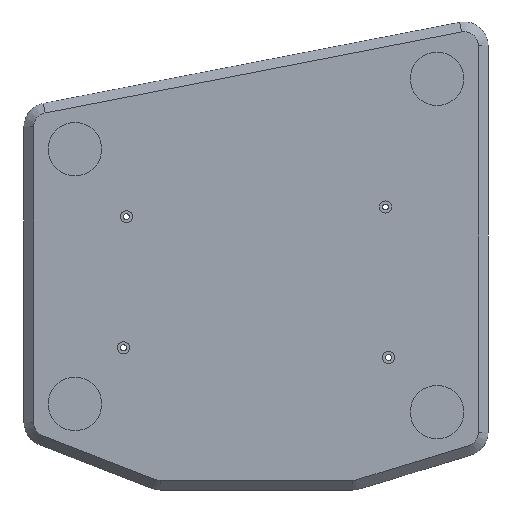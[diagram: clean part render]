
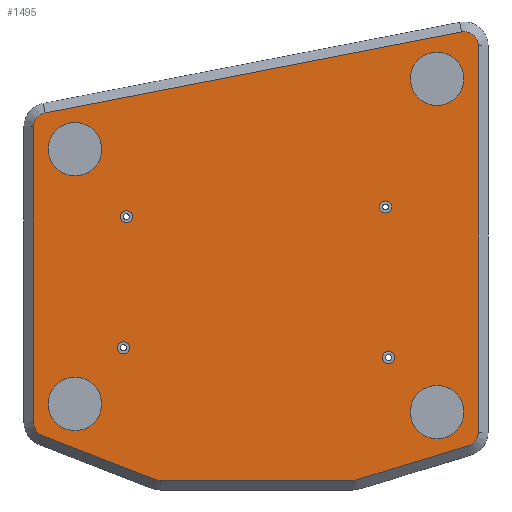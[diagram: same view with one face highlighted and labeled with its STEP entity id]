
A CAD part, front view. The second image highlights one B-rep face of the part: STEP entity #1495.
In plain terms, the highlighted planar face has unit normal (0, -1, 0).
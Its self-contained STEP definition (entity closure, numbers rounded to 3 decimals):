
#131=LINE('',#2478,#267);
#135=LINE('',#2492,#271);
#138=LINE('',#2500,#274);
#141=LINE('',#2508,#277);
#144=LINE('',#2516,#280);
#147=LINE('',#2524,#283);
#267=VECTOR('',#2014,10.);
#271=VECTOR('',#2034,10.);
#274=VECTOR('',#2043,10.);
#277=VECTOR('',#2052,10.);
#280=VECTOR('',#2061,10.);
#283=VECTOR('',#2070,10.);
#333=FACE_BOUND('',#516,.T.);
#334=FACE_BOUND('',#517,.T.);
#335=FACE_BOUND('',#518,.T.);
#336=FACE_BOUND('',#519,.T.);
#337=FACE_BOUND('',#520,.T.);
#338=FACE_BOUND('',#521,.T.);
#339=FACE_BOUND('',#522,.T.);
#340=FACE_BOUND('',#523,.T.);
#419=FACE_OUTER_BOUND('',#515,.T.);
#515=EDGE_LOOP('',(#1319,#1320,#1321,#1322,#1323,#1324,#1325,#1326,#1327,
#1328,#1329,#1330));
#516=EDGE_LOOP('',(#1331));
#517=EDGE_LOOP('',(#1332));
#518=EDGE_LOOP('',(#1333));
#519=EDGE_LOOP('',(#1334));
#520=EDGE_LOOP('',(#1335));
#521=EDGE_LOOP('',(#1336));
#522=EDGE_LOOP('',(#1337));
#523=EDGE_LOOP('',(#1338));
#543=CIRCLE('',#1536,1.25);
#547=CIRCLE('',#1543,1.25);
#551=CIRCLE('',#1550,1.25);
#555=CIRCLE('',#1557,1.25);
#595=CIRCLE('',#1643,2.9);
#596=CIRCLE('',#1646,2.9);
#597=CIRCLE('',#1649,2.9);
#598=CIRCLE('',#1652,2.9);
#599=CIRCLE('',#1655,2.9);
#604=CIRCLE('',#1670,2.9);
#605=CIRCLE('',#1671,5.5);
#606=CIRCLE('',#1672,5.5);
#607=CIRCLE('',#1673,5.5);
#608=CIRCLE('',#1674,5.5);
#615=VERTEX_POINT('',#2157);
#619=VERTEX_POINT('',#2170);
#623=VERTEX_POINT('',#2183);
#627=VERTEX_POINT('',#2196);
#723=VERTEX_POINT('',#2475);
#724=VERTEX_POINT('',#2477);
#725=VERTEX_POINT('',#2486);
#726=VERTEX_POINT('',#2490);
#727=VERTEX_POINT('',#2494);
#728=VERTEX_POINT('',#2498);
#729=VERTEX_POINT('',#2502);
#730=VERTEX_POINT('',#2506);
#731=VERTEX_POINT('',#2510);
#732=VERTEX_POINT('',#2514);
#733=VERTEX_POINT('',#2518);
#734=VERTEX_POINT('',#2522);
#739=VERTEX_POINT('',#2548);
#740=VERTEX_POINT('',#2550);
#741=VERTEX_POINT('',#2552);
#742=VERTEX_POINT('',#2554);
#749=EDGE_CURVE('',#615,#615,#543,.T.);
#755=EDGE_CURVE('',#619,#619,#547,.T.);
#761=EDGE_CURVE('',#623,#623,#551,.T.);
#767=EDGE_CURVE('',#627,#627,#555,.T.);
#908=EDGE_CURVE('',#723,#724,#131,.T.);
#914=EDGE_CURVE('',#725,#723,#595,.T.);
#916=EDGE_CURVE('',#726,#725,#135,.T.);
#918=EDGE_CURVE('',#727,#726,#596,.T.);
#920=EDGE_CURVE('',#728,#727,#138,.T.);
#922=EDGE_CURVE('',#729,#728,#597,.T.);
#924=EDGE_CURVE('',#730,#729,#141,.T.);
#926=EDGE_CURVE('',#731,#730,#598,.T.);
#928=EDGE_CURVE('',#732,#731,#144,.T.);
#930=EDGE_CURVE('',#733,#732,#599,.T.);
#932=EDGE_CURVE('',#734,#733,#147,.T.);
#942=EDGE_CURVE('',#724,#734,#604,.T.);
#943=EDGE_CURVE('',#739,#739,#605,.T.);
#944=EDGE_CURVE('',#740,#740,#606,.T.);
#945=EDGE_CURVE('',#741,#741,#607,.T.);
#946=EDGE_CURVE('',#742,#742,#608,.T.);
#1319=ORIENTED_EDGE('',*,*,#922,.F.);
#1320=ORIENTED_EDGE('',*,*,#924,.F.);
#1321=ORIENTED_EDGE('',*,*,#926,.F.);
#1322=ORIENTED_EDGE('',*,*,#928,.F.);
#1323=ORIENTED_EDGE('',*,*,#930,.F.);
#1324=ORIENTED_EDGE('',*,*,#932,.F.);
#1325=ORIENTED_EDGE('',*,*,#942,.F.);
#1326=ORIENTED_EDGE('',*,*,#908,.F.);
#1327=ORIENTED_EDGE('',*,*,#914,.F.);
#1328=ORIENTED_EDGE('',*,*,#916,.F.);
#1329=ORIENTED_EDGE('',*,*,#918,.F.);
#1330=ORIENTED_EDGE('',*,*,#920,.F.);
#1331=ORIENTED_EDGE('',*,*,#749,.T.);
#1332=ORIENTED_EDGE('',*,*,#755,.T.);
#1333=ORIENTED_EDGE('',*,*,#761,.T.);
#1334=ORIENTED_EDGE('',*,*,#767,.T.);
#1335=ORIENTED_EDGE('',*,*,#943,.T.);
#1336=ORIENTED_EDGE('',*,*,#944,.T.);
#1337=ORIENTED_EDGE('',*,*,#945,.T.);
#1338=ORIENTED_EDGE('',*,*,#946,.T.);
#1412=PLANE('',#1669);
#1495=ADVANCED_FACE('',(#419,#333,#334,#335,#336,#337,#338,#339,#340),#1412,
 .F.);
#1536=AXIS2_PLACEMENT_3D('',#2158,#1702,#1703);
#1543=AXIS2_PLACEMENT_3D('',#2171,#1718,#1719);
#1550=AXIS2_PLACEMENT_3D('',#2184,#1734,#1735);
#1557=AXIS2_PLACEMENT_3D('',#2197,#1750,#1751);
#1643=AXIS2_PLACEMENT_3D('',#2488,#2029,#2030);
#1646=AXIS2_PLACEMENT_3D('',#2496,#2038,#2039);
#1649=AXIS2_PLACEMENT_3D('',#2504,#2047,#2048);
#1652=AXIS2_PLACEMENT_3D('',#2512,#2056,#2057);
#1655=AXIS2_PLACEMENT_3D('',#2520,#2065,#2066);
#1669=AXIS2_PLACEMENT_3D('',#2546,#2100,#2101);
#1670=AXIS2_PLACEMENT_3D('',#2547,#2102,#2103);
#1671=AXIS2_PLACEMENT_3D('',#2549,#2104,#2105);
#1672=AXIS2_PLACEMENT_3D('',#2551,#2106,#2107);
#1673=AXIS2_PLACEMENT_3D('',#2553,#2108,#2109);
#1674=AXIS2_PLACEMENT_3D('',#2555,#2110,#2111);
#1702=DIRECTION('center_axis',(0.,1.,0.));
#1703=DIRECTION('ref_axis',(1.,0.,0.));
#1718=DIRECTION('center_axis',(0.,1.,0.));
#1719=DIRECTION('ref_axis',(1.,0.,0.));
#1734=DIRECTION('center_axis',(0.,1.,0.));
#1735=DIRECTION('ref_axis',(1.,0.,0.));
#1750=DIRECTION('center_axis',(0.,1.,0.));
#1751=DIRECTION('ref_axis',(1.,0.,0.));
#2014=DIRECTION('',(-0.957,0.,-0.292));
#2029=DIRECTION('center_axis',(0.,1.,0.));
#2030=DIRECTION('ref_axis',(1.,0.,0.));
#2034=DIRECTION('',(0.,0.,-1.));
#2038=DIRECTION('center_axis',(0.,1.,0.));
#2039=DIRECTION('ref_axis',(-0.191,0.,0.982));
#2043=DIRECTION('',(0.982,0.,0.191));
#2047=DIRECTION('center_axis',(0.,1.,0.));
#2048=DIRECTION('ref_axis',(-1.,0.,0.));
#2052=DIRECTION('',(0.,0.,1.));
#2056=DIRECTION('center_axis',(0.,1.,0.));
#2057=DIRECTION('ref_axis',(-0.362,0.,-0.932));
#2061=DIRECTION('',(-0.932,0.,0.362));
#2065=DIRECTION('center_axis',(0.,1.,0.));
#2066=DIRECTION('ref_axis',(0.,0.,-1.));
#2070=DIRECTION('',(-1.,0.,0.));
#2100=DIRECTION('center_axis',(0.,1.,0.));
#2101=DIRECTION('ref_axis',(0.,0.,1.));
#2102=DIRECTION('center_axis',(0.,1.,0.));
#2103=DIRECTION('ref_axis',(0.292,0.,-0.957));
#2104=DIRECTION('center_axis',(0.,1.,0.));
#2105=DIRECTION('ref_axis',(1.,0.,0.));
#2106=DIRECTION('center_axis',(0.,1.,0.));
#2107=DIRECTION('ref_axis',(1.,0.,0.));
#2108=DIRECTION('center_axis',(0.,1.,0.));
#2109=DIRECTION('ref_axis',(1.,0.,0.));
#2110=DIRECTION('center_axis',(0.,1.,0.));
#2111=DIRECTION('ref_axis',(1.,0.,0.));
#2157=CARTESIAN_POINT('',(40.732,-7.25,46.622));
#2158=CARTESIAN_POINT('Origin',(41.982,-7.25,46.622));
#2170=CARTESIAN_POINT('',(41.342,-7.25,15.622));
#2171=CARTESIAN_POINT('Origin',(42.592,-7.25,15.622));
#2183=CARTESIAN_POINT('',(-12.658,-7.25,44.622));
#2184=CARTESIAN_POINT('Origin',(-11.408,-7.25,44.622));
#2196=CARTESIAN_POINT('',(-13.268,-7.25,17.622));
#2197=CARTESIAN_POINT('Origin',(-12.018,-7.25,17.622));
#2475=CARTESIAN_POINT('',(59.033,-7.25,-2.552));
#2477=CARTESIAN_POINT('',(36.079,-7.25,-9.552));
#2478=CARTESIAN_POINT('',(32.996,-7.25,-10.492));
#2486=CARTESIAN_POINT('',(61.087,-7.25,0.222));
#2488=CARTESIAN_POINT('Origin',(58.187,-7.25,0.222));
#2490=CARTESIAN_POINT('',(61.087,-7.25,79.838));
#2492=CARTESIAN_POINT('',(61.087,-7.25,18.376));
#2494=CARTESIAN_POINT('',(57.634,-7.25,82.685));
#2496=CARTESIAN_POINT('Origin',(58.187,-7.25,79.838));
#2498=CARTESIAN_POINT('',(-28.166,-7.25,66.001));
#2500=CARTESIAN_POINT('',(32.908,-7.25,77.877));
#2502=CARTESIAN_POINT('',(-30.513,-7.25,63.155));
#2504=CARTESIAN_POINT('Origin',(-27.613,-7.25,63.155));
#2506=CARTESIAN_POINT('',(-30.513,-7.25,2.222));
#2508=CARTESIAN_POINT('',(-30.513,-7.25,49.842));
#2510=CARTESIAN_POINT('',(-28.664,-7.25,-0.481));
#2512=CARTESIAN_POINT('Origin',(-27.613,-7.25,2.222));
#2514=CARTESIAN_POINT('',(-5.521,-7.25,-9.481));
#2516=CARTESIAN_POINT('',(-15.826,-7.25,-5.473));
#2518=CARTESIAN_POINT('',(-4.47,-7.25,-9.678));
#2520=CARTESIAN_POINT('Origin',(-4.47,-7.25,-6.778));
#2522=CARTESIAN_POINT('',(35.233,-7.25,-9.678));
#2524=CARTESIAN_POINT('',(5.409,-7.25,-9.678));
#2546=CARTESIAN_POINT('Origin',(15.287,-7.25,36.53));
#2547=CARTESIAN_POINT('Origin',(35.233,-7.25,-6.778));
#2548=CARTESIAN_POINT('',(-27.513,-7.25,6.053));
#2549=CARTESIAN_POINT('Origin',(-22.013,-7.25,6.053));
#2550=CARTESIAN_POINT('',(47.087,-7.25,4.369));
#2551=CARTESIAN_POINT('Origin',(52.587,-7.25,4.369));
#2552=CARTESIAN_POINT('',(-27.513,-7.25,58.539));
#2553=CARTESIAN_POINT('Origin',(-22.013,-7.25,58.539));
#2554=CARTESIAN_POINT('',(47.087,-7.25,73.044));
#2555=CARTESIAN_POINT('Origin',(52.587,-7.25,73.044));
